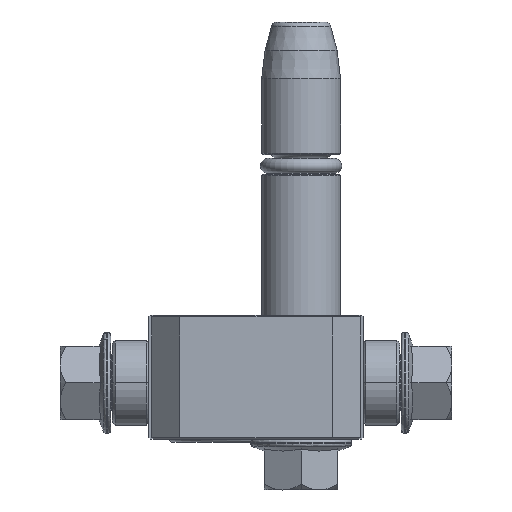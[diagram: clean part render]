
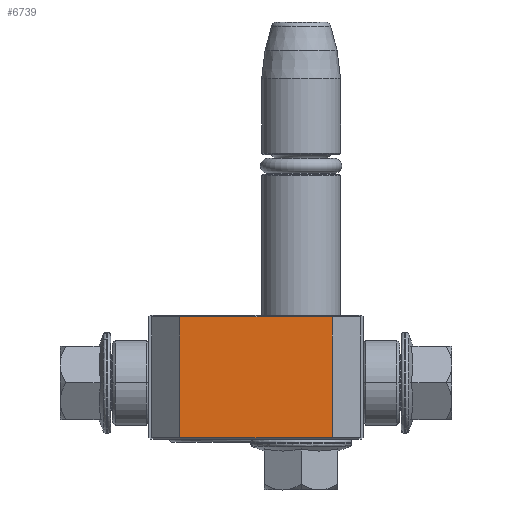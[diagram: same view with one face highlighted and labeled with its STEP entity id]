
A CAD part, left-side view. The second image highlights one B-rep face of the part: STEP entity #6739.
In plain terms, the highlighted planar face has unit normal (-1, 0, 0).
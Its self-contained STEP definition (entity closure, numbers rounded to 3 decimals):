
#198 = LINE ( 'NONE', #1917, #2569 ) ;
#442 = CARTESIAN_POINT ( 'NONE',  ( 0., 0., -38. ) ) ;
#1292 = LINE ( 'NONE', #31825, #8868 ) ;
#1917 = CARTESIAN_POINT ( 'NONE',  ( 0., 0.3, -5.5 ) ) ;
#2049 = DIRECTION ( 'NONE',  ( 0., -1., 0. ) ) ;
#2124 = LINE ( 'NONE', #20541, #20588 ) ;
#2569 = VECTOR ( 'NONE', #4963, 1000. ) ;
#4963 = DIRECTION ( 'NONE',  ( 0., 1., 0. ) ) ;
#5848 = VERTEX_POINT ( 'NONE', #30383 ) ;
#6739 = ADVANCED_FACE ( 'NONE', ( #28903 ), #15535, .T. ) ;
#7686 = EDGE_LOOP ( 'NONE', ( #16473, #27666, #23080, #9440 ) ) ;
#8868 = VECTOR ( 'NONE', #14178, 1000. ) ;
#9440 = ORIENTED_EDGE ( 'NONE', *, *, #29590, .F. ) ;
#9464 = EDGE_CURVE ( 'NONE', #15559, #27234, #198, .T. ) ;
#11422 = VECTOR ( 'NONE', #32320, 1000. ) ;
#11813 = EDGE_CURVE ( 'NONE', #15559, #22873, #1292, .T. ) ;
#14178 = DIRECTION ( 'NONE',  ( 0., 0., -1. ) ) ;
#15535 = PLANE ( 'NONE',  #21825 ) ;
#15559 = VERTEX_POINT ( 'NONE', #33360 ) ;
#15665 = DIRECTION ( 'NONE',  ( -1., 0., 0. ) ) ;
#16473 = ORIENTED_EDGE ( 'NONE', *, *, #37007, .T. ) ;
#17442 = CARTESIAN_POINT ( 'NONE',  ( 0., 21.7, -5.5 ) ) ;
#20541 = CARTESIAN_POINT ( 'NONE',  ( 0., 21.7, -32.5 ) ) ;
#20588 = VECTOR ( 'NONE', #2049, 1000. ) ;
#21825 = AXIS2_PLACEMENT_3D ( 'NONE', #442, #15665, #36623 ) ;
#22873 = VERTEX_POINT ( 'NONE', #33454 ) ;
#23080 = ORIENTED_EDGE ( 'NONE', *, *, #9464, .T. ) ;
#23481 = CARTESIAN_POINT ( 'NONE',  ( 0., 21.7, -32.5 ) ) ;
#25502 = LINE ( 'NONE', #23481, #11422 ) ;
#27234 = VERTEX_POINT ( 'NONE', #17442 ) ;
#27666 = ORIENTED_EDGE ( 'NONE', *, *, #11813, .F. ) ;
#28903 = FACE_OUTER_BOUND ( 'NONE', #7686, .T. ) ;
#29590 = EDGE_CURVE ( 'NONE', #5848, #27234, #25502, .T. ) ;
#30383 = CARTESIAN_POINT ( 'NONE',  ( 0., 21.7, -32.5 ) ) ;
#31825 = CARTESIAN_POINT ( 'NONE',  ( 0., 0.3, -5.5 ) ) ;
#32320 = DIRECTION ( 'NONE',  ( 0., 0., 1. ) ) ;
#33360 = CARTESIAN_POINT ( 'NONE',  ( 0., 0.3, -5.5 ) ) ;
#33454 = CARTESIAN_POINT ( 'NONE',  ( 0., 0.3, -32.5 ) ) ;
#36623 = DIRECTION ( 'NONE',  ( 0., 0., 1. ) ) ;
#37007 = EDGE_CURVE ( 'NONE', #5848, #22873, #2124, .T. ) ;
